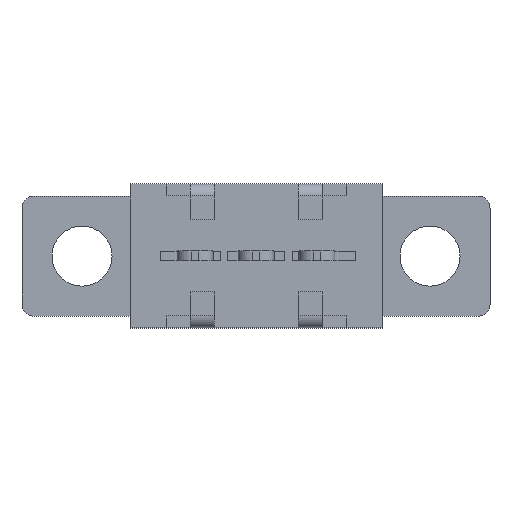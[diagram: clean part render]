
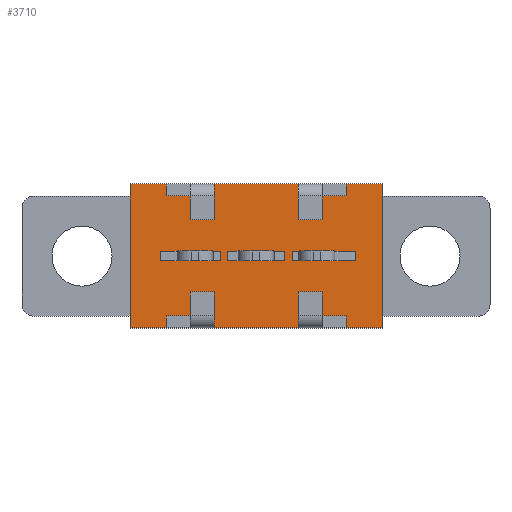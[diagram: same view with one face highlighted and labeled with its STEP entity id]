
A CAD part, top view. The second image highlights one B-rep face of the part: STEP entity #3710.
In plain terms, the highlighted planar face has unit normal (0, 0, 1).
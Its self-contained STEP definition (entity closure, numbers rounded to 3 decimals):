
#38=FACE_BOUND('',#527,.T.);
#39=FACE_BOUND('',#528,.T.);
#40=FACE_BOUND('',#529,.T.);
#137=PLANE('',#3955);
#320=FACE_OUTER_BOUND('',#526,.T.);
#526=EDGE_LOOP('',(#3000,#3001,#3002,#3003,#3004,#3005,#3006,#3007,#3008,
#3009,#3010,#3011,#3012,#3013,#3014,#3015,#3016,#3017,#3018,#3019));
#527=EDGE_LOOP('',(#3020,#3021,#3022,#3023));
#528=EDGE_LOOP('',(#3024,#3025,#3026,#3027));
#529=EDGE_LOOP('',(#3028,#3029,#3030,#3031));
#793=LINE('',#5444,#1261);
#797=LINE('',#5452,#1265);
#800=LINE('',#5458,#1268);
#803=LINE('',#5463,#1271);
#805=LINE('',#5468,#1273);
#809=LINE('',#5476,#1277);
#812=LINE('',#5482,#1280);
#815=LINE('',#5487,#1283);
#817=LINE('',#5492,#1285);
#821=LINE('',#5500,#1289);
#824=LINE('',#5506,#1292);
#827=LINE('',#5511,#1295);
#831=LINE('',#5520,#1299);
#834=LINE('',#5526,#1302);
#837=LINE('',#5532,#1305);
#840=LINE('',#5538,#1308);
#843=LINE('',#5544,#1311);
#846=LINE('',#5550,#1314);
#849=LINE('',#5556,#1317);
#852=LINE('',#5562,#1320);
#855=LINE('',#5568,#1323);
#858=LINE('',#5574,#1326);
#861=LINE('',#5580,#1329);
#864=LINE('',#5586,#1332);
#867=LINE('',#5592,#1335);
#870=LINE('',#5598,#1338);
#873=LINE('',#5604,#1341);
#876=LINE('',#5610,#1344);
#879=LINE('',#5616,#1347);
#882=LINE('',#5622,#1350);
#885=LINE('',#5628,#1353);
#888=LINE('',#5632,#1356);
#1261=VECTOR('',#4430,10.);
#1265=VECTOR('',#4436,10.);
#1268=VECTOR('',#4441,10.);
#1271=VECTOR('',#4446,10.);
#1273=VECTOR('',#4450,10.);
#1277=VECTOR('',#4456,10.);
#1280=VECTOR('',#4461,10.);
#1283=VECTOR('',#4466,10.);
#1285=VECTOR('',#4470,10.);
#1289=VECTOR('',#4476,10.);
#1292=VECTOR('',#4481,10.);
#1295=VECTOR('',#4486,10.);
#1299=VECTOR('',#4492,10.);
#1302=VECTOR('',#4497,10.);
#1305=VECTOR('',#4502,10.);
#1308=VECTOR('',#4507,10.);
#1311=VECTOR('',#4512,10.);
#1314=VECTOR('',#4517,10.);
#1317=VECTOR('',#4522,10.);
#1320=VECTOR('',#4527,10.);
#1323=VECTOR('',#4532,10.);
#1326=VECTOR('',#4537,10.);
#1329=VECTOR('',#4542,10.);
#1332=VECTOR('',#4547,10.);
#1335=VECTOR('',#4552,10.);
#1338=VECTOR('',#4557,10.);
#1341=VECTOR('',#4562,10.);
#1344=VECTOR('',#4567,10.);
#1347=VECTOR('',#4572,10.);
#1350=VECTOR('',#4577,10.);
#1353=VECTOR('',#4582,10.);
#1356=VECTOR('',#4587,10.);
#1751=VERTEX_POINT('',#5442);
#1752=VERTEX_POINT('',#5443);
#1755=VERTEX_POINT('',#5451);
#1757=VERTEX_POINT('',#5457);
#1759=VERTEX_POINT('',#5466);
#1760=VERTEX_POINT('',#5467);
#1763=VERTEX_POINT('',#5475);
#1765=VERTEX_POINT('',#5481);
#1767=VERTEX_POINT('',#5490);
#1768=VERTEX_POINT('',#5491);
#1771=VERTEX_POINT('',#5499);
#1773=VERTEX_POINT('',#5505);
#1777=VERTEX_POINT('',#5517);
#1778=VERTEX_POINT('',#5519);
#1780=VERTEX_POINT('',#5525);
#1782=VERTEX_POINT('',#5531);
#1784=VERTEX_POINT('',#5537);
#1786=VERTEX_POINT('',#5543);
#1788=VERTEX_POINT('',#5549);
#1790=VERTEX_POINT('',#5555);
#1792=VERTEX_POINT('',#5561);
#1794=VERTEX_POINT('',#5567);
#1796=VERTEX_POINT('',#5573);
#1798=VERTEX_POINT('',#5579);
#1800=VERTEX_POINT('',#5585);
#1802=VERTEX_POINT('',#5591);
#1804=VERTEX_POINT('',#5597);
#1806=VERTEX_POINT('',#5603);
#1808=VERTEX_POINT('',#5609);
#1810=VERTEX_POINT('',#5615);
#1812=VERTEX_POINT('',#5621);
#1814=VERTEX_POINT('',#5627);
#2164=EDGE_CURVE('',#1751,#1752,#793,.T.);
#2168=EDGE_CURVE('',#1752,#1755,#797,.T.);
#2171=EDGE_CURVE('',#1755,#1757,#800,.T.);
#2174=EDGE_CURVE('',#1757,#1751,#803,.T.);
#2176=EDGE_CURVE('',#1759,#1760,#805,.T.);
#2180=EDGE_CURVE('',#1760,#1763,#809,.T.);
#2183=EDGE_CURVE('',#1763,#1765,#812,.T.);
#2186=EDGE_CURVE('',#1765,#1759,#815,.T.);
#2188=EDGE_CURVE('',#1767,#1768,#817,.T.);
#2192=EDGE_CURVE('',#1768,#1771,#821,.T.);
#2195=EDGE_CURVE('',#1771,#1773,#824,.T.);
#2198=EDGE_CURVE('',#1773,#1767,#827,.T.);
#2202=EDGE_CURVE('',#1778,#1777,#831,.T.);
#2205=EDGE_CURVE('',#1780,#1778,#834,.T.);
#2208=EDGE_CURVE('',#1782,#1780,#837,.T.);
#2211=EDGE_CURVE('',#1784,#1782,#840,.T.);
#2214=EDGE_CURVE('',#1786,#1784,#843,.T.);
#2217=EDGE_CURVE('',#1788,#1786,#846,.T.);
#2220=EDGE_CURVE('',#1790,#1788,#849,.T.);
#2223=EDGE_CURVE('',#1792,#1790,#852,.T.);
#2226=EDGE_CURVE('',#1794,#1792,#855,.T.);
#2229=EDGE_CURVE('',#1796,#1794,#858,.T.);
#2232=EDGE_CURVE('',#1798,#1796,#861,.T.);
#2235=EDGE_CURVE('',#1800,#1798,#864,.T.);
#2238=EDGE_CURVE('',#1802,#1800,#867,.T.);
#2241=EDGE_CURVE('',#1804,#1802,#870,.T.);
#2244=EDGE_CURVE('',#1806,#1804,#873,.T.);
#2247=EDGE_CURVE('',#1808,#1806,#876,.T.);
#2250=EDGE_CURVE('',#1810,#1808,#879,.T.);
#2253=EDGE_CURVE('',#1812,#1810,#882,.T.);
#2256=EDGE_CURVE('',#1814,#1812,#885,.T.);
#2259=EDGE_CURVE('',#1777,#1814,#888,.T.);
#3000=ORIENTED_EDGE('',*,*,#2259,.T.);
#3001=ORIENTED_EDGE('',*,*,#2256,.T.);
#3002=ORIENTED_EDGE('',*,*,#2253,.T.);
#3003=ORIENTED_EDGE('',*,*,#2250,.T.);
#3004=ORIENTED_EDGE('',*,*,#2247,.T.);
#3005=ORIENTED_EDGE('',*,*,#2244,.T.);
#3006=ORIENTED_EDGE('',*,*,#2241,.T.);
#3007=ORIENTED_EDGE('',*,*,#2238,.T.);
#3008=ORIENTED_EDGE('',*,*,#2235,.T.);
#3009=ORIENTED_EDGE('',*,*,#2232,.T.);
#3010=ORIENTED_EDGE('',*,*,#2229,.T.);
#3011=ORIENTED_EDGE('',*,*,#2226,.T.);
#3012=ORIENTED_EDGE('',*,*,#2223,.T.);
#3013=ORIENTED_EDGE('',*,*,#2220,.T.);
#3014=ORIENTED_EDGE('',*,*,#2217,.T.);
#3015=ORIENTED_EDGE('',*,*,#2214,.T.);
#3016=ORIENTED_EDGE('',*,*,#2211,.T.);
#3017=ORIENTED_EDGE('',*,*,#2208,.T.);
#3018=ORIENTED_EDGE('',*,*,#2205,.T.);
#3019=ORIENTED_EDGE('',*,*,#2202,.T.);
#3020=ORIENTED_EDGE('',*,*,#2171,.T.);
#3021=ORIENTED_EDGE('',*,*,#2174,.T.);
#3022=ORIENTED_EDGE('',*,*,#2164,.T.);
#3023=ORIENTED_EDGE('',*,*,#2168,.T.);
#3024=ORIENTED_EDGE('',*,*,#2183,.T.);
#3025=ORIENTED_EDGE('',*,*,#2186,.T.);
#3026=ORIENTED_EDGE('',*,*,#2176,.T.);
#3027=ORIENTED_EDGE('',*,*,#2180,.T.);
#3028=ORIENTED_EDGE('',*,*,#2195,.T.);
#3029=ORIENTED_EDGE('',*,*,#2198,.T.);
#3030=ORIENTED_EDGE('',*,*,#2188,.T.);
#3031=ORIENTED_EDGE('',*,*,#2192,.T.);
#3710=ADVANCED_FACE('',(#320,#38,#39,#40),#137,.T.);
#3955=AXIS2_PLACEMENT_3D('',#5633,#4588,#4589);
#4430=DIRECTION('',(0.,1.,0.));
#4436=DIRECTION('',(1.,0.,0.));
#4441=DIRECTION('',(0.,-1.,0.));
#4446=DIRECTION('',(-1.,0.,0.));
#4450=DIRECTION('',(1.,0.,0.));
#4456=DIRECTION('',(0.,-1.,0.));
#4461=DIRECTION('',(-1.,0.,0.));
#4466=DIRECTION('',(0.,1.,0.));
#4470=DIRECTION('',(-1.,0.,0.));
#4476=DIRECTION('',(0.,1.,0.));
#4481=DIRECTION('',(1.,0.,0.));
#4486=DIRECTION('',(0.,-1.,0.));
#4492=DIRECTION('',(0.,1.,0.));
#4497=DIRECTION('',(-1.,0.,0.));
#4502=DIRECTION('',(0.,-1.,0.));
#4507=DIRECTION('',(-1.,0.,0.));
#4512=DIRECTION('',(0.,1.,0.));
#4517=DIRECTION('',(1.,0.,0.));
#4522=DIRECTION('',(0.,-1.,0.));
#4527=DIRECTION('',(1.,0.,0.));
#4532=DIRECTION('',(0.,1.,0.));
#4537=DIRECTION('',(1.,0.,0.));
#4542=DIRECTION('',(0.,-1.,0.));
#4547=DIRECTION('',(1.,0.,0.));
#4552=DIRECTION('',(0.,1.,0.));
#4557=DIRECTION('',(1.,0.,0.));
#4562=DIRECTION('',(0.,-1.,0.));
#4567=DIRECTION('',(-1.,0.,0.));
#4572=DIRECTION('',(0.,1.,0.));
#4577=DIRECTION('',(-1.,0.,0.));
#4582=DIRECTION('',(0.,-1.,0.));
#4587=DIRECTION('',(-1.,0.,0.));
#4588=DIRECTION('center_axis',(0.,0.,1.));
#4589=DIRECTION('ref_axis',(1.,0.,0.));
#5442=CARTESIAN_POINT('',(-3.974,2.8,2.65));
#5443=CARTESIAN_POINT('',(-3.974,3.2,2.65));
#5444=CARTESIAN_POINT('',(-3.974,3.1,2.65));
#5451=CARTESIAN_POINT('',(-1.474,3.2,2.65));
#5452=CARTESIAN_POINT('',(-0.737,3.2,2.65));
#5457=CARTESIAN_POINT('',(-1.474,2.8,2.65));
#5458=CARTESIAN_POINT('',(-1.474,2.9,2.65));
#5463=CARTESIAN_POINT('',(-1.987,2.8,2.65));
#5466=CARTESIAN_POINT('',(-1.2,3.2,2.65));
#5467=CARTESIAN_POINT('',(1.2,3.2,2.65));
#5468=CARTESIAN_POINT('',(0.6,3.2,2.65));
#5475=CARTESIAN_POINT('',(1.2,2.8,2.65));
#5476=CARTESIAN_POINT('',(1.2,2.9,2.65));
#5481=CARTESIAN_POINT('',(-1.2,2.8,2.65));
#5482=CARTESIAN_POINT('',(-0.6,2.8,2.65));
#5487=CARTESIAN_POINT('',(-1.2,3.1,2.65));
#5490=CARTESIAN_POINT('',(4.14,2.8,2.65));
#5491=CARTESIAN_POINT('',(1.54,2.8,2.65));
#5492=CARTESIAN_POINT('',(0.77,2.8,2.65));
#5499=CARTESIAN_POINT('',(1.54,3.2,2.65));
#5500=CARTESIAN_POINT('',(1.54,3.1,2.65));
#5505=CARTESIAN_POINT('',(4.14,3.2,2.65));
#5506=CARTESIAN_POINT('',(2.07,3.2,2.65));
#5511=CARTESIAN_POINT('',(4.14,2.9,2.65));
#5517=CARTESIAN_POINT('',(1.75,6.,2.65));
#5519=CARTESIAN_POINT('',(1.75,5.5,2.65));
#5520=CARTESIAN_POINT('',(1.75,6.,2.65));
#5525=CARTESIAN_POINT('',(3.75,5.5,2.65));
#5526=CARTESIAN_POINT('',(1.75,5.5,2.65));
#5531=CARTESIAN_POINT('',(3.75,6.,2.65));
#5532=CARTESIAN_POINT('',(3.75,5.5,2.65));
#5537=CARTESIAN_POINT('',(5.25,6.,2.65));
#5538=CARTESIAN_POINT('',(5.25,6.,2.65));
#5543=CARTESIAN_POINT('',(5.25,0.,2.65));
#5544=CARTESIAN_POINT('',(5.25,0.,2.65));
#5549=CARTESIAN_POINT('',(3.75,0.,2.65));
#5550=CARTESIAN_POINT('',(-5.25,0.,2.65));
#5555=CARTESIAN_POINT('',(3.75,0.5,2.65));
#5556=CARTESIAN_POINT('',(3.75,0.5,2.65));
#5561=CARTESIAN_POINT('',(1.75,0.5,2.65));
#5562=CARTESIAN_POINT('',(1.75,0.5,2.65));
#5567=CARTESIAN_POINT('',(1.75,0.,2.65));
#5568=CARTESIAN_POINT('',(1.75,0.,2.65));
#5573=CARTESIAN_POINT('',(-1.75,0.,2.65));
#5574=CARTESIAN_POINT('',(-5.25,0.,2.65));
#5579=CARTESIAN_POINT('',(-1.75,0.5,2.65));
#5580=CARTESIAN_POINT('',(-1.75,0.,2.65));
#5585=CARTESIAN_POINT('',(-3.75,0.5,2.65));
#5586=CARTESIAN_POINT('',(-1.75,0.5,2.65));
#5591=CARTESIAN_POINT('',(-3.75,0.,2.65));
#5592=CARTESIAN_POINT('',(-3.75,0.5,2.65));
#5597=CARTESIAN_POINT('',(-5.25,0.,2.65));
#5598=CARTESIAN_POINT('',(-5.25,0.,2.65));
#5603=CARTESIAN_POINT('',(-5.25,6.,2.65));
#5604=CARTESIAN_POINT('',(-5.25,6.,2.65));
#5609=CARTESIAN_POINT('',(-3.75,6.,2.65));
#5610=CARTESIAN_POINT('',(5.25,6.,2.65));
#5615=CARTESIAN_POINT('',(-3.75,5.5,2.65));
#5616=CARTESIAN_POINT('',(-3.75,5.5,2.65));
#5621=CARTESIAN_POINT('',(-1.75,5.5,2.65));
#5622=CARTESIAN_POINT('',(-1.75,5.5,2.65));
#5627=CARTESIAN_POINT('',(-1.75,6.,2.65));
#5628=CARTESIAN_POINT('',(-1.75,6.,2.65));
#5632=CARTESIAN_POINT('',(5.25,6.,2.65));
#5633=CARTESIAN_POINT('Origin',(0.,3.,2.65));
